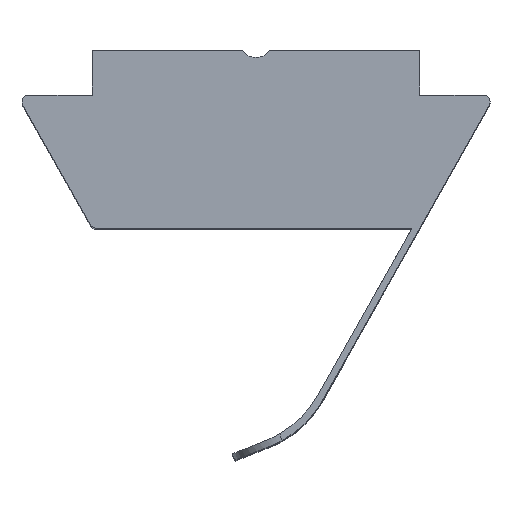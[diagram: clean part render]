
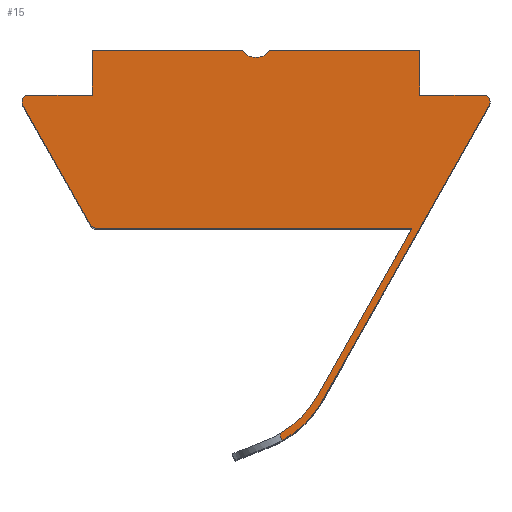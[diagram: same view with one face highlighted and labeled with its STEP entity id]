
A CAD part, top view. The second image highlights one B-rep face of the part: STEP entity #15.
In plain terms, the highlighted planar face has unit normal (0, 0, 1).
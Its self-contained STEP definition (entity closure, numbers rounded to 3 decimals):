
#2 = VERTEX_POINT ( 'NONE', #914 ) ;
#15 = ADVANCED_FACE ( 'NONE', ( #486 ), #1022, .F. ) ;
#19 = VERTEX_POINT ( 'NONE', #216 ) ;
#24 = LINE ( 'NONE', #863, #640 ) ;
#25 = EDGE_CURVE ( 'NONE', #1234, #859, #1449, .T. ) ;
#30 = DIRECTION ( 'NONE',  ( -1., 0., 0. ) ) ;
#32 = CARTESIAN_POINT ( 'NONE',  ( 4.8, 1.3, 10. ) ) ;
#47 = ORIENTED_EDGE ( 'NONE', *, *, #392, .T. ) ;
#58 = CARTESIAN_POINT ( 'NONE',  ( -6.658, 1.3, 10. ) ) ;
#60 = CIRCLE ( 'NONE', #991, 3. ) ;
#63 = LINE ( 'NONE', #1011, #817 ) ;
#65 = VERTEX_POINT ( 'NONE', #1324 ) ;
#71 = CARTESIAN_POINT ( 'NONE',  ( -0.4, 2.6, 10. ) ) ;
#75 = EDGE_CURVE ( 'NONE', #328, #1134, #592, .T. ) ;
#76 = LINE ( 'NONE', #285, #1035 ) ;
#83 = DIRECTION ( 'NONE',  ( -0.491, -0.871, 0. ) ) ;
#95 = DIRECTION ( 'NONE',  ( 0.373, -0.928, 0. ) ) ;
#107 = DIRECTION ( 'NONE',  ( 0., 0., -1. ) ) ;
#134 = CARTESIAN_POINT ( 'NONE',  ( -4.683, -2.6, 10. ) ) ;
#138 = DIRECTION ( 'NONE',  ( 1., 0., 0. ) ) ;
#156 = DIRECTION ( 'NONE',  ( 1., 0., 0. ) ) ;
#159 = CARTESIAN_POINT ( 'NONE',  ( 4.8, 2.6, 10. ) ) ;
#160 = DIRECTION ( 'NONE',  ( -1., 0., 0. ) ) ;
#190 = ORIENTED_EDGE ( 'NONE', *, *, #75, .T. ) ;
#204 = CARTESIAN_POINT ( 'NONE',  ( -4.8, 2.6, 10. ) ) ;
#212 = VERTEX_POINT ( 'NONE', #1436 ) ;
#216 = CARTESIAN_POINT ( 'NONE',  ( 0.692, -8.627, 10. ) ) ;
#229 = ORIENTED_EDGE ( 'NONE', *, *, #352, .T. ) ;
#247 = EDGE_CURVE ( 'NONE', #65, #1353, #1266, .T. ) ;
#258 = LINE ( 'NONE', #553, #946 ) ;
#285 = CARTESIAN_POINT ( 'NONE',  ( 4.8, 1.3, 10. ) ) ;
#295 = ORIENTED_EDGE ( 'NONE', *, *, #676, .T. ) ;
#301 = EDGE_CURVE ( 'NONE', #882, #19, #792, .T. ) ;
#302 = DIRECTION ( 'NONE',  ( 0., 0., 1. ) ) ;
#303 = VERTEX_POINT ( 'NONE', #71 ) ;
#327 = DIRECTION ( 'NONE',  ( 0., 1., 0. ) ) ;
#328 = VERTEX_POINT ( 'NONE', #967 ) ;
#342 = VECTOR ( 'NONE', #156, 1000. ) ;
#347 = VERTEX_POINT ( 'NONE', #1482 ) ;
#352 = EDGE_CURVE ( 'NONE', #1134, #347, #1490, .T. ) ;
#367 = LINE ( 'NONE', #204, #1271 ) ;
#376 = CARTESIAN_POINT ( 'NONE',  ( 6.832, 1.002, 10. ) ) ;
#380 = VERTEX_POINT ( 'NONE', #400 ) ;
#383 = DIRECTION ( 'NONE',  ( 0., 0., 1. ) ) ;
#392 = EDGE_CURVE ( 'NONE', #859, #212, #1209, .T. ) ;
#400 = CARTESIAN_POINT ( 'NONE',  ( 4.57, -2.6, 10. ) ) ;
#402 = DIRECTION ( 'NONE',  ( -1., 0., 0. ) ) ;
#425 = AXIS2_PLACEMENT_3D ( 'NONE', #664, #777, #1467 ) ;
#428 = CARTESIAN_POINT ( 'NONE',  ( -6.658, 1.1, 10. ) ) ;
#441 = CARTESIAN_POINT ( 'NONE',  ( 4.8, 2.6, 10. ) ) ;
#486 = FACE_OUTER_BOUND ( 'NONE', #1402, .T. ) ;
#491 = CARTESIAN_POINT ( 'NONE',  ( -0.808, -6.029, 10. ) ) ;
#517 = VERTEX_POINT ( 'NONE', #32 ) ;
#522 = LINE ( 'NONE', #441, #1275 ) ;
#525 = EDGE_CURVE ( 'NONE', #303, #820, #908, .T. ) ;
#526 = DIRECTION ( 'NONE',  ( -1., 0., 0. ) ) ;
#550 = CARTESIAN_POINT ( 'NONE',  ( -0.669, -6.188, 10. ) ) ;
#553 = CARTESIAN_POINT ( 'NONE',  ( -4.8, -2.6, 10. ) ) ;
#557 = VERTEX_POINT ( 'NONE', #721 ) ;
#569 = ORIENTED_EDGE ( 'NONE', *, *, #247, .T. ) ;
#588 = VERTEX_POINT ( 'NONE', #159 ) ;
#592 = LINE ( 'NONE', #1367, #1145 ) ;
#608 = DIRECTION ( 'NONE',  ( -1., 0., 0. ) ) ;
#615 = DIRECTION ( 'NONE',  ( 0., 0., -1. ) ) ;
#617 = DIRECTION ( 'NONE',  ( 0., 0., 1. ) ) ;
#630 = ORIENTED_EDGE ( 'NONE', *, *, #301, .T. ) ;
#634 = DIRECTION ( 'NONE',  ( 0., -1., 0. ) ) ;
#635 = ORIENTED_EDGE ( 'NONE', *, *, #1330, .T. ) ;
#636 = ORIENTED_EDGE ( 'NONE', *, *, #1133, .T. ) ;
#640 = VECTOR ( 'NONE', #634, 1000. ) ;
#664 = CARTESIAN_POINT ( 'NONE',  ( 6.658, 1.1, 10. ) ) ;
#665 = ORIENTED_EDGE ( 'NONE', *, *, #1337, .T. ) ;
#676 = EDGE_CURVE ( 'NONE', #1353, #380, #1264, .T. ) ;
#721 = CARTESIAN_POINT ( 'NONE',  ( -6.832, 1.002, 10. ) ) ;
#752 = DIRECTION ( 'NONE',  ( -1., 0., 0. ) ) ;
#771 = DIRECTION ( 'NONE',  ( 0., 0., 1. ) ) ;
#777 = DIRECTION ( 'NONE',  ( 0., 0., 1. ) ) ;
#792 = CIRCLE ( 'NONE', #1187, 3. ) ;
#796 = ORIENTED_EDGE ( 'NONE', *, *, #1129, .T. ) ;
#799 = CARTESIAN_POINT ( 'NONE',  ( -4.8, 2.6, 10. ) ) ;
#806 = VECTOR ( 'NONE', #95, 1000. ) ;
#811 = VECTOR ( 'NONE', #752, 1000. ) ;
#817 = VECTOR ( 'NONE', #83, 1000. ) ;
#820 = VERTEX_POINT ( 'NONE', #1285 ) ;
#825 = ORIENTED_EDGE ( 'NONE', *, *, #994, .T. ) ;
#839 = CARTESIAN_POINT ( 'NONE',  ( -4.683, -2.4, 10. ) ) ;
#846 = CARTESIAN_POINT ( 'NONE',  ( 0., 2.9, 10. ) ) ;
#847 = AXIS2_PLACEMENT_3D ( 'NONE', #428, #302, #878 ) ;
#859 = VERTEX_POINT ( 'NONE', #376 ) ;
#863 = CARTESIAN_POINT ( 'NONE',  ( -4.8, 1.3, 10. ) ) ;
#866 = AXIS2_PLACEMENT_3D ( 'NONE', #846, #383, #138 ) ;
#878 = DIRECTION ( 'NONE',  ( -1., 0., 0. ) ) ;
#882 = VERTEX_POINT ( 'NONE', #1426 ) ;
#888 = DIRECTION ( 'NONE',  ( 0.491, -0.871, 0. ) ) ;
#908 = CIRCLE ( 'NONE', #866, 0.5 ) ;
#914 = CARTESIAN_POINT ( 'NONE',  ( 0.77, -8.821, 10. ) ) ;
#930 = LINE ( 'NONE', #1023, #806 ) ;
#946 = VECTOR ( 'NONE', #888, 1000. ) ;
#952 = VECTOR ( 'NONE', #1470, 1000. ) ;
#967 = CARTESIAN_POINT ( 'NONE',  ( -4.8, 1.3, 10. ) ) ;
#991 = AXIS2_PLACEMENT_3D ( 'NONE', #550, #1085, #402 ) ;
#994 = EDGE_CURVE ( 'NONE', #19, #2, #930, .T. ) ;
#1011 = CARTESIAN_POINT ( 'NONE',  ( 6.658, 1.1, 10. ) ) ;
#1022 = PLANE ( 'NONE',  #1284 ) ;
#1023 = CARTESIAN_POINT ( 'NONE',  ( 0.778, -8.84, 10. ) ) ;
#1028 = EDGE_CURVE ( 'NONE', #517, #588, #522, .T. ) ;
#1030 = LINE ( 'NONE', #1439, #811 ) ;
#1033 = EDGE_CURVE ( 'NONE', #557, #65, #258, .T. ) ;
#1035 = VECTOR ( 'NONE', #1220, 1000. ) ;
#1036 = EDGE_CURVE ( 'NONE', #380, #882, #63, .T. ) ;
#1071 = EDGE_CURVE ( 'NONE', #1303, #328, #24, .T. ) ;
#1085 = DIRECTION ( 'NONE',  ( 0., 0., 1. ) ) ;
#1100 = ORIENTED_EDGE ( 'NONE', *, *, #525, .F. ) ;
#1117 = CIRCLE ( 'NONE', #847, 0.2 ) ;
#1124 = ORIENTED_EDGE ( 'NONE', *, *, #1033, .T. ) ;
#1129 = EDGE_CURVE ( 'NONE', #212, #517, #76, .T. ) ;
#1133 = EDGE_CURVE ( 'NONE', #303, #1303, #1030, .T. ) ;
#1134 = VERTEX_POINT ( 'NONE', #58 ) ;
#1135 = AXIS2_PLACEMENT_3D ( 'NONE', #839, #617, #608 ) ;
#1145 = VECTOR ( 'NONE', #1455, 1000. ) ;
#1185 = ORIENTED_EDGE ( 'NONE', *, *, #1071, .T. ) ;
#1187 = AXIS2_PLACEMENT_3D ( 'NONE', #491, #615, #160 ) ;
#1209 = CIRCLE ( 'NONE', #425, 0.2 ) ;
#1219 = AXIS2_PLACEMENT_3D ( 'NONE', #1317, #771, #526 ) ;
#1220 = DIRECTION ( 'NONE',  ( -1., 0., 0. ) ) ;
#1232 = CARTESIAN_POINT ( 'NONE',  ( 4.8, -2.6, 10. ) ) ;
#1234 = VERTEX_POINT ( 'NONE', #1462 ) ;
#1237 = CARTESIAN_POINT ( 'NONE',  ( 0., 0., 10. ) ) ;
#1253 = ORIENTED_EDGE ( 'NONE', *, *, #1028, .T. ) ;
#1264 = LINE ( 'NONE', #1232, #342 ) ;
#1266 = CIRCLE ( 'NONE', #1135, 0.2 ) ;
#1271 = VECTOR ( 'NONE', #30, 1000. ) ;
#1275 = VECTOR ( 'NONE', #327, 1000. ) ;
#1284 = AXIS2_PLACEMENT_3D ( 'NONE', #1237, #107, #1487 ) ;
#1285 = CARTESIAN_POINT ( 'NONE',  ( 0.4, 2.6, 10. ) ) ;
#1303 = VERTEX_POINT ( 'NONE', #799 ) ;
#1317 = CARTESIAN_POINT ( 'NONE',  ( -6.658, 1.1, 10. ) ) ;
#1324 = CARTESIAN_POINT ( 'NONE',  ( -4.857, -2.498, 10. ) ) ;
#1329 = ORIENTED_EDGE ( 'NONE', *, *, #1036, .T. ) ;
#1330 = EDGE_CURVE ( 'NONE', #588, #820, #367, .T. ) ;
#1337 = EDGE_CURVE ( 'NONE', #2, #1234, #60, .T. ) ;
#1353 = VERTEX_POINT ( 'NONE', #134 ) ;
#1367 = CARTESIAN_POINT ( 'NONE',  ( -7., 1.3, 10. ) ) ;
#1371 = EDGE_CURVE ( 'NONE', #347, #557, #1117, .T. ) ;
#1392 = ORIENTED_EDGE ( 'NONE', *, *, #25, .T. ) ;
#1402 = EDGE_LOOP ( 'NONE', ( #630, #825, #665, #1392, #47, #796, #1253, #635, #1100, #636, #1185, #190, #229, #1435, #1124, #569, #295, #1329 ) ) ;
#1426 = CARTESIAN_POINT ( 'NONE',  ( 1.805, -7.503, 10. ) ) ;
#1435 = ORIENTED_EDGE ( 'NONE', *, *, #1371, .T. ) ;
#1436 = CARTESIAN_POINT ( 'NONE',  ( 6.658, 1.3, 10. ) ) ;
#1439 = CARTESIAN_POINT ( 'NONE',  ( -4.8, 2.6, 10. ) ) ;
#1449 = LINE ( 'NONE', #1483, #952 ) ;
#1455 = DIRECTION ( 'NONE',  ( -1., 0., 0. ) ) ;
#1462 = CARTESIAN_POINT ( 'NONE',  ( 1.944, -7.662, 10. ) ) ;
#1467 = DIRECTION ( 'NONE',  ( -1., 0., 0. ) ) ;
#1470 = DIRECTION ( 'NONE',  ( 0.491, 0.871, 0. ) ) ;
#1482 = CARTESIAN_POINT ( 'NONE',  ( -6.858, 1.1, 10. ) ) ;
#1483 = CARTESIAN_POINT ( 'NONE',  ( 7., 1.3, 10. ) ) ;
#1487 = DIRECTION ( 'NONE',  ( -1., 0., 0. ) ) ;
#1490 = CIRCLE ( 'NONE', #1219, 0.2 ) ;
